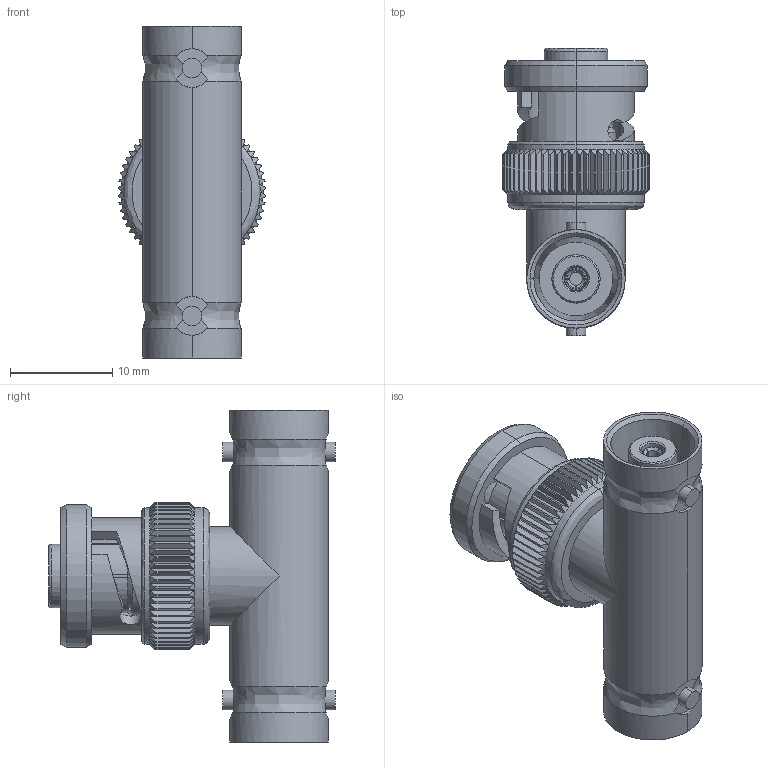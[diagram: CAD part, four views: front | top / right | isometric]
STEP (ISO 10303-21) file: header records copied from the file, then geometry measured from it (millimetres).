
FILE_DESCRIPTION (( 'STEP AP203' ), '1' );
FILE_NAME ('PE9211.step', '2019-10-01T22:08:04', ( '' ), ( '' ), 'SwSTEP 2.0', 'SolidWorks 2018', '' );
FILE_SCHEMA (( 'CONFIG_CONTROL_DESIGN' ));
Length unit declared in the file: inch
Products named in the file (1): PE9211
Bounding box: 14.46 x 28.12 x 32.54 mm (x, y, z)
Volume: 3330 mm3; surface area: 4357.9 mm2
Topology: 1 solids, 1 shells, 558 faces, 1322 edges, 783 vertices
Faces by surface type: plane 208, cone 168, cylinder 155, bspline 18, torus 9
Entity records: 18184 total; most frequent: CARTESIAN_POINT 5764, ORIENTED_EDGE 2644, DIRECTION 2538, EDGE_CURVE 1322, AXIS2_PLACEMENT_3D 1061, VERTEX_POINT 783, EDGE_LOOP 579, FACE_OUTER_BOUND 558
